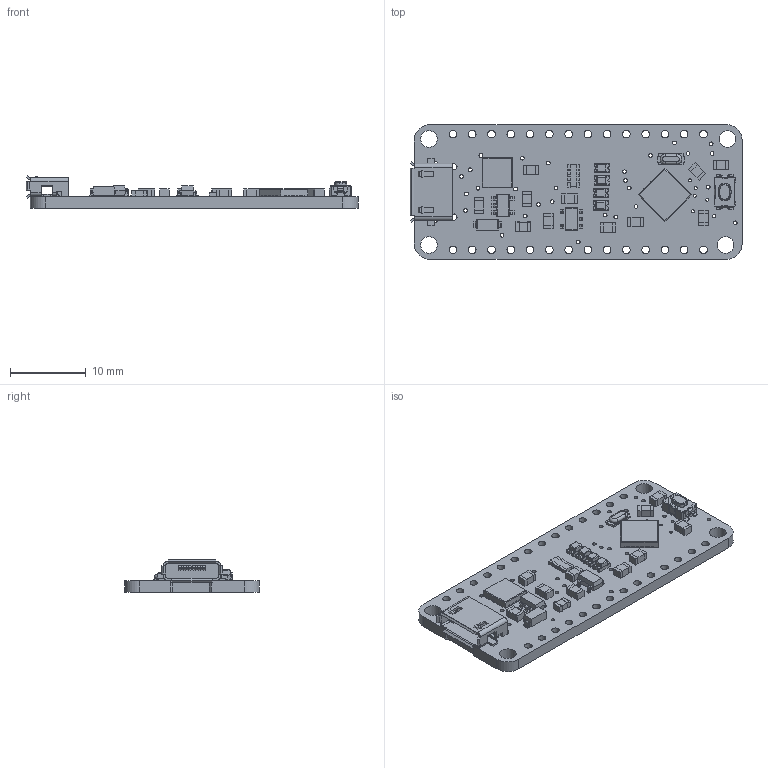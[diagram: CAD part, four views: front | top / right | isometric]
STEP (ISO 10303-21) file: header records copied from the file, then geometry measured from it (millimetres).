
FILE_DESCRIPTION(/* description */ (''),/* implementation_level */ '2;1');
FILE_NAME(/* name */ 'Metro Mini Rev B.step',/* time_stamp */ '2020-03-20T15:49:01-04:00',/* author */ (''),/* organization */ (''),/* preprocessor_version */ 'ST-DEVELOPER v18',/* originating_system */ 'Autodesk Translation Framework v8.12.0.6',/* authorisation */ '');
FILE_SCHEMA (('AUTOMOTIVE_DESIGN { 1 0 10303 214 3 1 1 }'));
Length unit declared in the file: millimetre
Products named in the file (14): Metro Mini Rev B; PCB Component; Board; 0.1uF; YELLOW; 0.1uF_1; CSTCE16M0V53-R0 16MHZ; KMR2; MBR120; 1K; MIC5225-3.3; ATMEGA328P; CP2104; 20329
Assembly tree (26 placements, depth 3):
  Metro Mini Rev B
    PCB Component
      Board
      0.1uF  x10
      YELLOW  x4
      0.1uF_1
      CSTCE16M0V53-R0 16MHZ
      KMR2
      MBR120
      1K
      MIC5225-3.3  x2
      ATMEGA328P
      CP2104
      20329
Bounding box: 43.76 x 17.78 x 4.34 mm (x, y, z)
Volume: 1279.4 mm3; surface area: 2696.9 mm2
Topology: 55 solids, 55 shells, 1903 faces, 5202 edges, 3348 vertices
Faces by surface type: plane 1451, cylinder 388, sphere 32, bspline 18, torus 8, cone 6
Full cylindrical faces by diameter (mm): 0.394 x6, 0.483 x26, 0.5 x6, 0.7 x2, 0.8 x2, 1 x28, 2.2 x4
Entity records: 51662 total; most frequent: CARTESIAN_POINT 10086, ORIENTED_EDGE 8488, DIRECTION 8014, EDGE_CURVE 4244, LINE 3506, VECTOR 3506, VERTEX_POINT 2748, AXIS2_PLACEMENT_3D 2254
